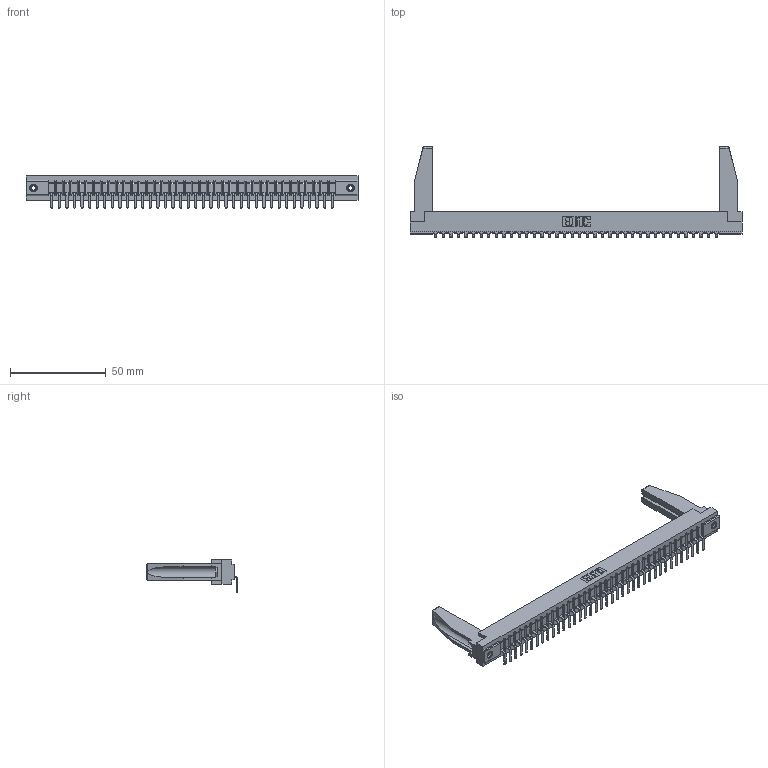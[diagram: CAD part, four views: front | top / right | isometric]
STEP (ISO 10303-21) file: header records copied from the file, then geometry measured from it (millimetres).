
FILE_DESCRIPTION (( 'STEP AP203' ), '1' );
FILE_NAME ('357-038-559-178.STEP', '2022-07-12T20:10:37', ( '' ), ( '' ), 'SwSTEP 2.0', 'SolidWorks 2020', '' );
FILE_SCHEMA (( 'CONFIG_CONTROL_DESIGN' ));
Length unit declared in the file: inch
Products named in the file (5): 357-038-559-178; 307-220-078; 307-290-001_558 559 - 1 (Single); 307 Part_.156 Dia Mounting Holes; 345-250-001_345-250-001-102
Assembly tree (43 placements, depth 2):
  357-038-559-178
    307 Part_.156 Dia Mounting Holes
    307-290-001_558 559 - 1 (Single)  x38
    307-220-078  x2
    345-250-001_345-250-001-102  x2
Bounding box: 173.58 x 47.41 x 16.8 mm (x, y, z)
Volume: 22011.4 mm3; surface area: 22962.4 mm2
Topology: 43 solids, 43 shells, 2567 faces, 7265 edges, 4678 vertices
Faces by surface type: plane 1636, cylinder 837, sphere 78, cone 12, torus 4
Entity records: 35613 total; most frequent: CARTESIAN_POINT 5998, ORIENTED_EDGE 5940, DIRECTION 5792, EDGE_CURVE 2970, VECTOR 2280, LINE 2280, VERTEX_POINT 1920, AXIS2_PLACEMENT_3D 1756
